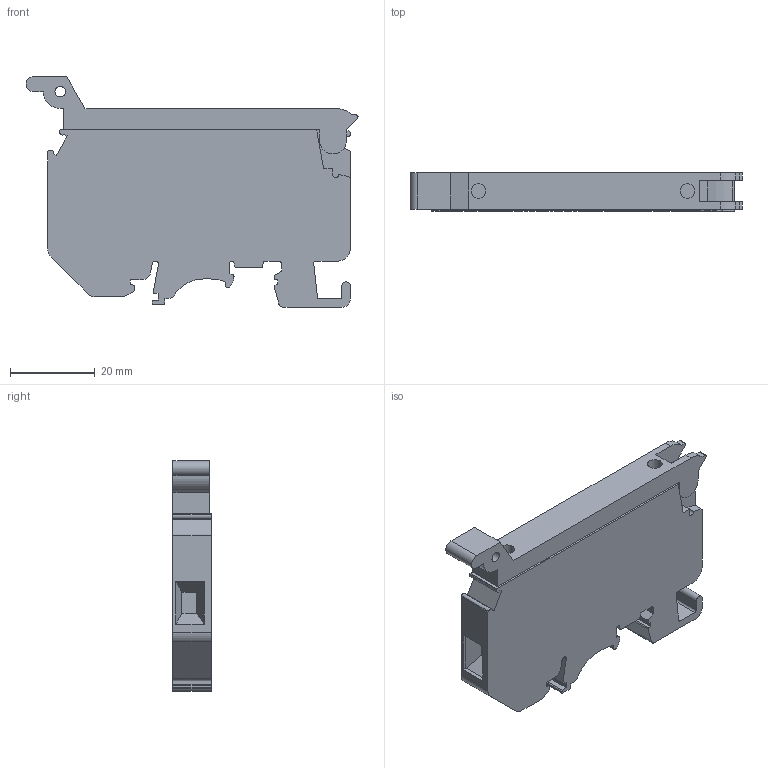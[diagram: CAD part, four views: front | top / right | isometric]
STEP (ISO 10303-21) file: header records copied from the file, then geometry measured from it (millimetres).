
FILE_DESCRIPTION(/* description */ ('Unknown'),/* implementation_level */ '2;1');
FILE_NAME(/* name */ 'KUF4HA1_3D SOLID',/* time_stamp */ '2024-12-23T10:54:11+05:00',/* author */ ('Unknown'),/* organization */ ('Unknown'),/* preprocessor_version */ 'ST-DEVELOPER v16.7',/* originating_system */ 'Solid Edge',/* authorisation */ 'Unknown');
FILE_SCHEMA (('AUTOMOTIVE_DESIGN {1 0 10303 214 3 1 1}'));
Length unit declared in the file: millimetre
Products named in the file (1): KUF4HA1_3D SOLID
Bounding box: 78.5 x 9 x 54.48 mm (x, y, z)
Volume: 25677.5 mm3; surface area: 9988.8 mm2
Topology: 1 solids, 1 shells, 147 faces, 430 edges, 287 vertices
Faces by surface type: plane 102, cylinder 45
Full cylindrical faces by diameter (mm): 2.5 x1, 2.7 x1, 3.5 x2
Entity records: 4879 total; most frequent: CARTESIAN_POINT 859, ORIENTED_EDGE 850, DIRECTION 811, EDGE_CURVE 425, LINE 335, VECTOR 335, VERTEX_POINT 286, AXIS2_PLACEMENT_3D 238
